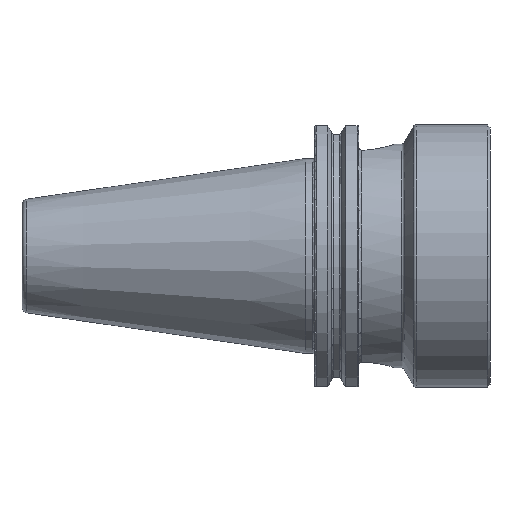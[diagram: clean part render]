
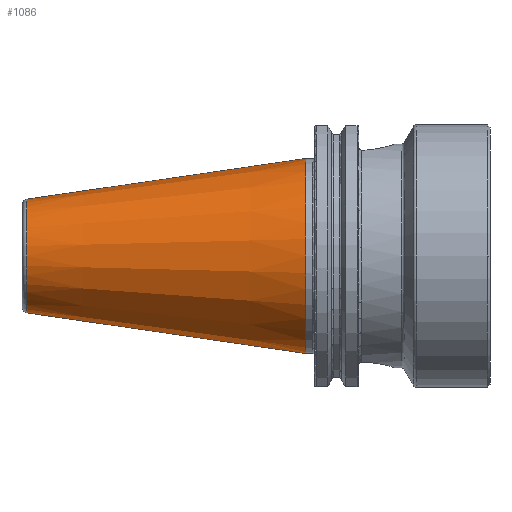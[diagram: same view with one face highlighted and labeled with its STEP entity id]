
A CAD part, front view. The second image highlights one B-rep face of the part: STEP entity #1086.
In plain terms, the highlighted conical face has half-angle 8.297 degrees and reference radius 34.925 mm.
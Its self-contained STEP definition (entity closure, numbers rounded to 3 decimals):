
#355 = VERTEX_POINT ( 'NONE', #2968 ) ;
#387 = VERTEX_POINT ( 'NONE', #2829 ) ;
#453 = CIRCLE ( 'NONE', #1507, 34.925 ) ;
#761 = CARTESIAN_POINT ( 'NONE',  ( -99.889, 0., -20.358 ) ) ;
#1015 = EDGE_CURVE ( 'NONE', #3048, #355, #3411, .T. ) ;
#1082 = EDGE_CURVE ( 'NONE', #355, #2445, #3811, .T. ) ;
#1086 = ADVANCED_FACE ( 'NONE', ( #3302 ), #3168, .T. ) ;
#1112 = EDGE_CURVE ( 'NONE', #3048, #387, #3133, .T. ) ;
#1309 = EDGE_CURVE ( 'NONE', #387, #2445, #453, .T. ) ;
#1389 = ORIENTED_EDGE ( 'NONE', *, *, #1309, .T. ) ;
#1507 = AXIS2_PLACEMENT_3D ( 'NONE', #1795, #1775, #1731 ) ;
#1583 = CARTESIAN_POINT ( 'NONE',  ( 0., 0., 0. ) ) ;
#1630 = DIRECTION ( 'NONE',  ( 1., 0., 0. ) ) ;
#1728 = ORIENTED_EDGE ( 'NONE', *, *, #1112, .T. ) ;
#1731 = DIRECTION ( 'NONE',  ( 0., 0., 1. ) ) ;
#1732 = DIRECTION ( 'NONE',  ( 0., 0., -1. ) ) ;
#1775 = DIRECTION ( 'NONE',  ( -1., 0., 0. ) ) ;
#1795 = CARTESIAN_POINT ( 'NONE',  ( 0., 0., 0. ) ) ;
#1978 = CARTESIAN_POINT ( 'NONE',  ( 0., 0., 34.925 ) ) ;
#2000 = ORIENTED_EDGE ( 'NONE', *, *, #1015, .F. ) ;
#2040 = DIRECTION ( 'NONE',  ( 0.99, 0., 0.144 ) ) ;
#2267 = ORIENTED_EDGE ( 'NONE', *, *, #1082, .F. ) ;
#2445 = VERTEX_POINT ( 'NONE', #4014 ) ;
#2661 = DIRECTION ( 'NONE',  ( 0.99, 0., -0.144 ) ) ;
#2676 = CARTESIAN_POINT ( 'NONE',  ( -99.889, 0., 0. ) ) ;
#2829 = CARTESIAN_POINT ( 'NONE',  ( 0., 0., -34.925 ) ) ;
#2880 = EDGE_LOOP ( 'NONE', ( #2267, #2000, #1728, #1389 ) ) ;
#2963 = AXIS2_PLACEMENT_3D ( 'NONE', #2676, #3876, #3364 ) ;
#2968 = CARTESIAN_POINT ( 'NONE',  ( -99.889, 0., 20.358 ) ) ;
#3048 = VERTEX_POINT ( 'NONE', #761 ) ;
#3064 = VECTOR ( 'NONE', #2661, 1000. ) ;
#3133 = LINE ( 'NONE', #3436, #3064 ) ;
#3168 = CONICAL_SURFACE ( 'NONE', #4160, 34.925, 0.145 ) ;
#3302 = FACE_OUTER_BOUND ( 'NONE', #2880, .T. ) ;
#3305 = VECTOR ( 'NONE', #2040, 1000. ) ;
#3364 = DIRECTION ( 'NONE',  ( 0., 0., 1. ) ) ;
#3411 = CIRCLE ( 'NONE', #2963, 20.358 ) ;
#3436 = CARTESIAN_POINT ( 'NONE',  ( 0., 0., -34.925 ) ) ;
#3811 = LINE ( 'NONE', #1978, #3305 ) ;
#3876 = DIRECTION ( 'NONE',  ( -1., 0., 0. ) ) ;
#4014 = CARTESIAN_POINT ( 'NONE',  ( 0., 0., 34.925 ) ) ;
#4160 = AXIS2_PLACEMENT_3D ( 'NONE', #1583, #1630, #1732 ) ;
